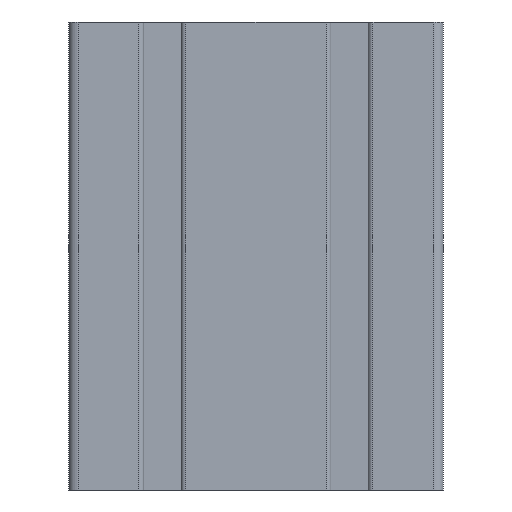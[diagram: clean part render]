
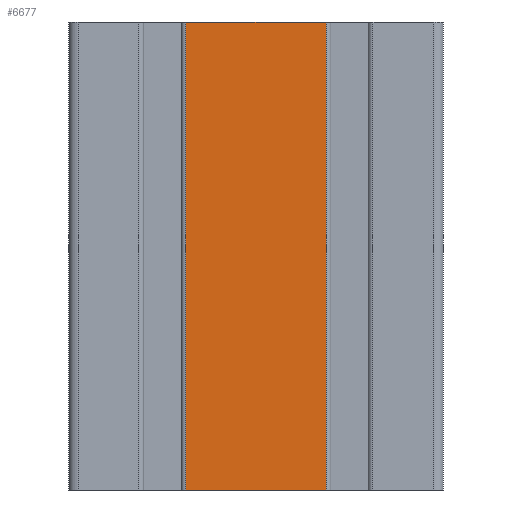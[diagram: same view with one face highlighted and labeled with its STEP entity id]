
A CAD part, front view. The second image highlights one B-rep face of the part: STEP entity #6677.
In plain terms, the highlighted planar face has unit normal (0, -1, 0).
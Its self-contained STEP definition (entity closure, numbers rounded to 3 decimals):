
#857=FACE_OUTER_BOUND('',#1191,.T.);
#1191=EDGE_LOOP('',(#5491,#5492,#5493,#5494));
#1286=LINE('',#9574,#1946);
#1551=LINE('',#10356,#2211);
#1864=LINE('',#11322,#2524);
#1865=LINE('',#11323,#2525);
#1946=VECTOR('',#7570,100.);
#2211=VECTOR('',#8337,100.);
#2524=VECTOR('',#9316,30.);
#2525=VECTOR('',#9317,30.);
#2605=VERTEX_POINT('',#9570);
#2606=VERTEX_POINT('',#9572);
#2871=VERTEX_POINT('',#10353);
#2872=VERTEX_POINT('',#10355);
#3304=EDGE_CURVE('',#2605,#2606,#1286,.T.);
#3692=EDGE_CURVE('',#2871,#2872,#1551,.T.);
#4176=EDGE_CURVE('',#2872,#2606,#1864,.T.);
#4177=EDGE_CURVE('',#2871,#2605,#1865,.T.);
#5491=ORIENTED_EDGE('',*,*,#3304,.T.);
#5492=ORIENTED_EDGE('',*,*,#4176,.F.);
#5493=ORIENTED_EDGE('',*,*,#3692,.F.);
#5494=ORIENTED_EDGE('',*,*,#4177,.T.);
#6347=PLANE('',#7341);
#6677=ADVANCED_FACE('',(#857),#6347,.T.);
#7341=AXIS2_PLACEMENT_3D('',#11321,#9314,#9315);
#7570=DIRECTION('',(0.,0.,-1.));
#8337=DIRECTION('',(0.,0.,-1.));
#9314=DIRECTION('center_axis',(0.,-1.,0.));
#9315=DIRECTION('ref_axis',(1.,0.,0.));
#9316=DIRECTION('',(-1.,0.,0.));
#9317=DIRECTION('',(-1.,0.,0.));
#9570=CARTESIAN_POINT('',(-15.,-20.,100.));
#9572=CARTESIAN_POINT('',(-15.,-20.,0.));
#9574=CARTESIAN_POINT('',(-15.,-20.,0.));
#10353=CARTESIAN_POINT('',(15.,-20.,100.));
#10355=CARTESIAN_POINT('',(15.,-20.,0.));
#10356=CARTESIAN_POINT('',(15.,-20.,0.));
#11321=CARTESIAN_POINT('Origin',(-38.,-20.,0.));
#11322=CARTESIAN_POINT('',(-19.,-20.,0.));
#11323=CARTESIAN_POINT('',(-19.,-20.,100.));
